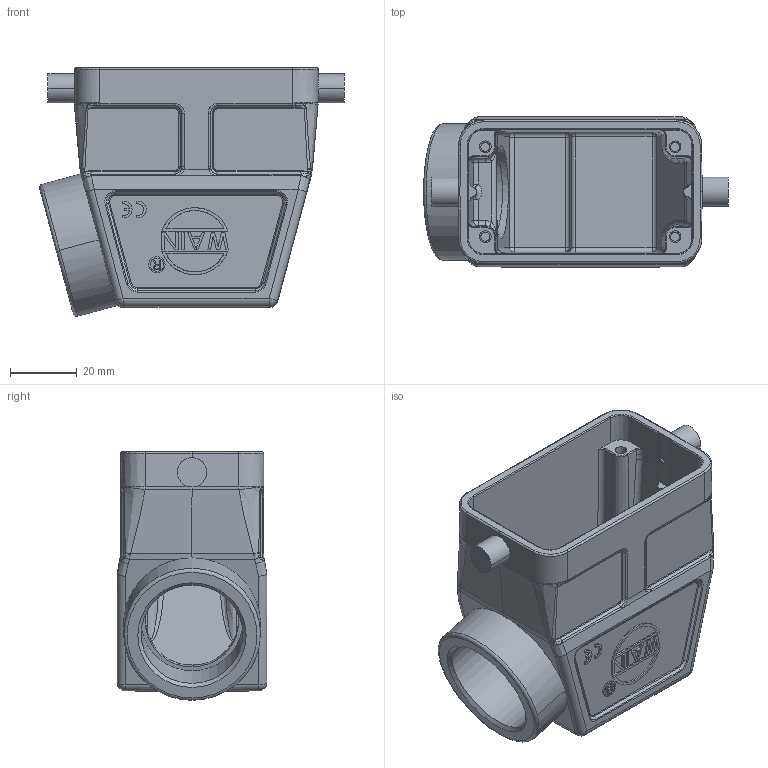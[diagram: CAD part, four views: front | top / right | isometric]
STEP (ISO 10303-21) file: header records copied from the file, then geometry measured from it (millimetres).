
FILE_DESCRIPTION(/* description */ (''),/* implementation_level */ '2;1');
FILE_NAME(/* name */ '3D_1240105155104_HV10B-SEH-2B-M32 WS_V1.1.stp',/* time_stamp */ '2024-01-06T12:54:59+08:00',/* author */ (''),/* organization */ (''),/* preprocessor_version */ 'ST-DEVELOPER v18.1',/* originating_system */ 'SIEMENS PLM Software NX 1980',/* authorisation */ '');
FILE_SCHEMA (('AUTOMOTIVE_DESIGN { 1 0 10303 214 3 1 1 1 }'));
Length unit declared in the file: millimetre
Products named in the file (1): 14590F483B6Atfrk
Bounding box: 91.53 x 45 x 74.65 mm (x, y, z)
Volume: 68726.8 mm3; surface area: 35310.5 mm2
Topology: 3 solids, 3 shells, 687 faces, 1663 edges, 1009 vertices
Faces by surface type: plane 277, cylinder 181, torus 90, bspline 58, cone 55, sphere 18, extrusion 8
Full cylindrical faces by diameter (mm): 28 x1, 30.5 x1
Entity records: 24237 total; most frequent: CARTESIAN_POINT 9585, ORIENTED_EDGE 3292, DIRECTION 2587, EDGE_CURVE 1646, VERTEX_POINT 1006, AXIS2_PLACEMENT_3D 910, VECTOR 767, LINE 759
